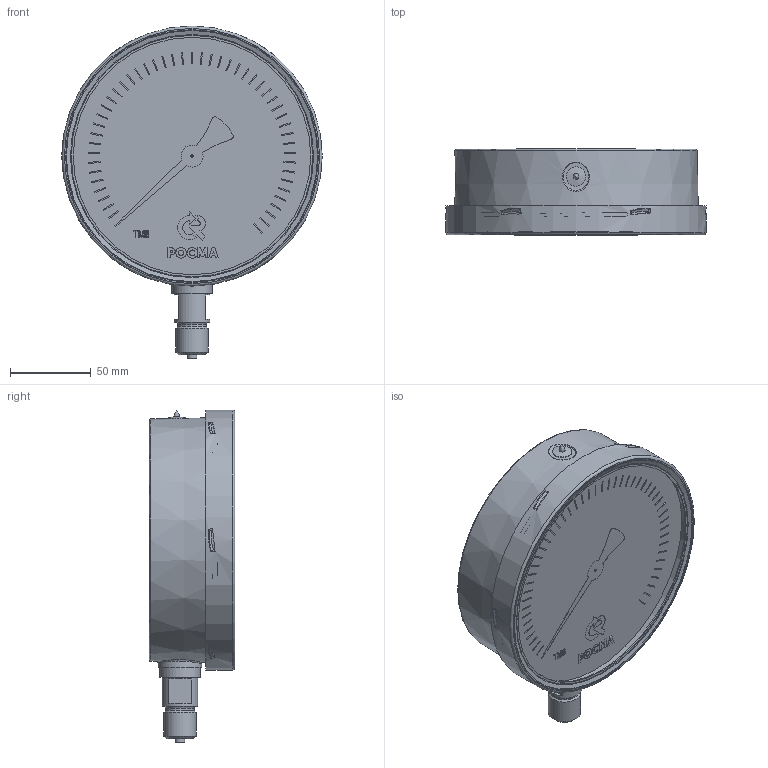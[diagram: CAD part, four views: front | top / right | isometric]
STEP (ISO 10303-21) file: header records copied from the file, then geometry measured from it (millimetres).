
FILE_DESCRIPTION(/* description */ ('ТМ-621Р'),/* implementation_level */ '2;1');
FILE_NAME(/* name */ 'ТМ-621Р.stp',/* time_stamp */ '2023-06-01T11:43:40+03:00',/* author */ ('Tech'),/* organization */ (''),/* preprocessor_version */ 'ST-DEVELOPER v18.1',/* originating_system */ 'Autodesk Inventor 2021',/* authorisation */ '');
FILE_SCHEMA (('AUTOMOTIVE_DESIGN { 1 0 10303 214 3 1 1 }'));
Length unit declared in the file: millimetre
Products named in the file (1): ТМ-621Р
Bounding box: 161 x 53 x 205.5 mm (x, y, z)
Volume: 1070400.9 mm3; surface area: 196509.4 mm2
Topology: 10 solids, 16 shells, 702 faces, 1765 edges, 1160 vertices
Faces by surface type: plane 472, cylinder 98, cone 57, bspline 49, torus 23, sphere 3
Full cylindrical faces by diameter (mm): 1.568 x1, 2.5 x2, 3.315 x1, 3.5 x1, 4.2 x2, 6 x1, 6.562 x1, 8 x1, 10 x1, 12 x1, 17.8 x1, 20 x1, 22 x1, 25 x2, 27 x1, 147 x1, 149.466 x1, 150.968 x1, 159.4 x1, 161 x1
Entity records: 22713 total; most frequent: CARTESIAN_POINT 6066, ORIENTED_EDGE 3468, DIRECTION 3279, EDGE_CURVE 1734, VERTEX_POINT 1154, LINE 1107, VECTOR 1107, AXIS2_PLACEMENT_3D 1086
